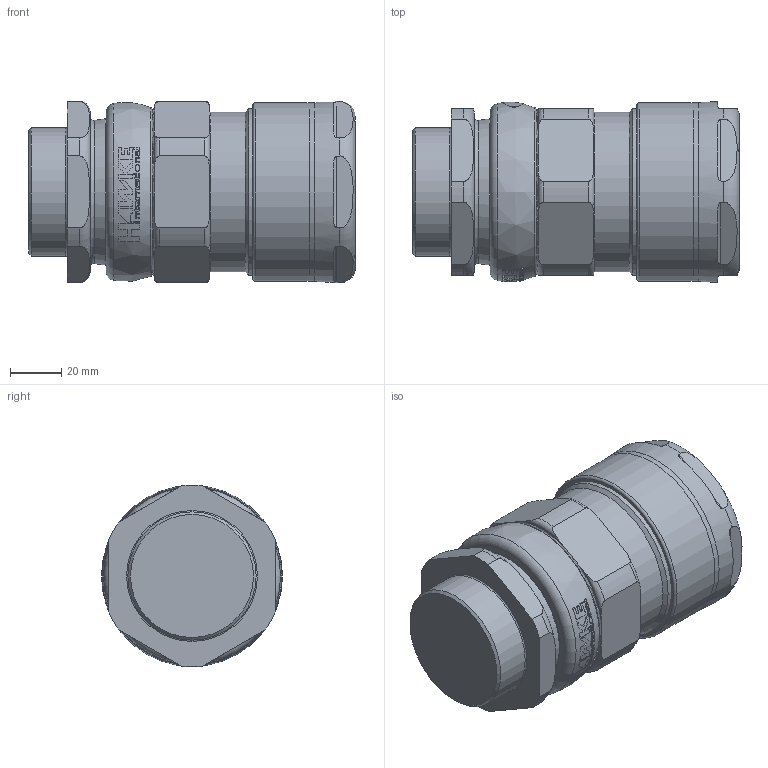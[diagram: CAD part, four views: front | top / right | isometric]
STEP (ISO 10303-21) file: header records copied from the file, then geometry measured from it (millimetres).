
FILE_DESCRIPTION(/* description */ (''),/* implementation_level */ '2;1');
FILE_NAME(/* name */ 'ICG_653_UNIV_X D.stp',/* time_stamp */ '2019-08-02T17:11:06+06:00',/* author */ ('vinaykumark'),/* organization */ (''),/* preprocessor_version */ 'ST-DEVELOPER v16.13',/* originating_system */ 'Autodesk Inventor 2018',/* authorisation */ '');
FILE_SCHEMA (('AUTOMOTIVE_DESIGN { 1 0 10303 214 3 1 1 }'));
Length unit declared in the file: millimetre
Products named in the file (1): ICG 653 UNIV X
Bounding box: 127.46 x 70.54 x 70.77 mm (x, y, z)
Surface area: 122753.1 mm2
Topology: 11 solids, 11 shells, 875 faces, 2285 edges, 1487 vertices
Faces by surface type: plane 308, torus 174, bspline 156, cylinder 128, cone 107, sphere 2
Full cylindrical faces by diameter (mm): 1 x6, 44.3 x1, 44.5 x1, 47.6 x1, 49.9 x1, 50 x1, 52 x1, 52.6 x2, 55.25 x1, 56.4 x1, 56.44 x1, 56.5 x1, 57.2 x3, 57.4 x1, 57.44 x1, 60.325 x1, 62.08 x1, 62.2 x1, 63 x1, 63.95 x1, 65 x1, 69.6 x1
Entity records: 31823 total; most frequent: CARTESIAN_POINT 10846, ORIENTED_EDGE 4254, DIRECTION 3925, EDGE_CURVE 2127, AXIS2_PLACEMENT_3D 1622, VERTEX_POINT 1470, EDGE_LOOP 1075, ADVANCED_FACE 875
